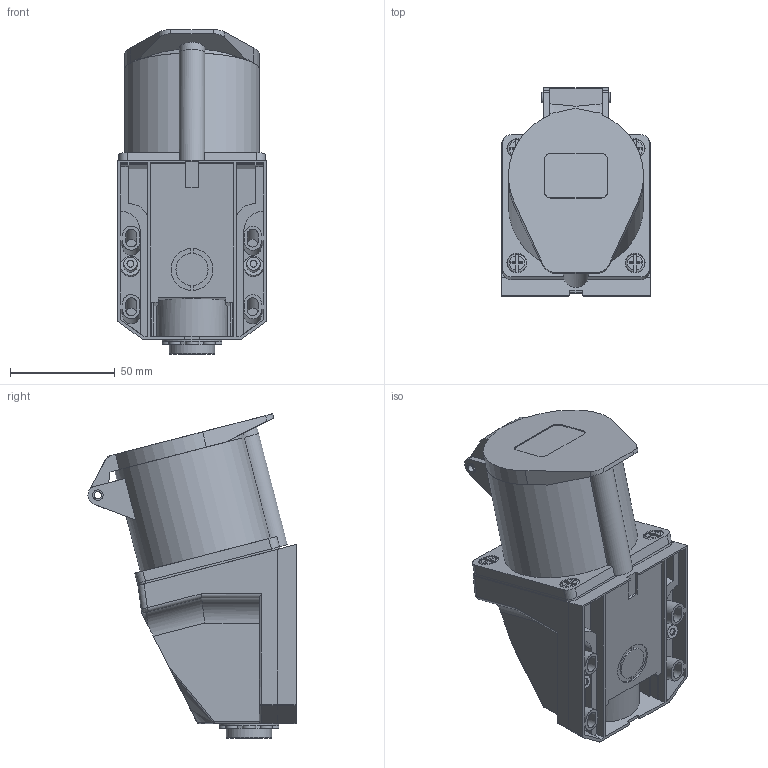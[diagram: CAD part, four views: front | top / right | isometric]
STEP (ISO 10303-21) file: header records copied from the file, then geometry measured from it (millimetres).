
FILE_DESCRIPTION (( 'STEP AP203' ), '1' );
FILE_NAME ('ps-124-32-380.ÃÌ Ðîçåòêà ñòàöèîíàðíàÿ íàðóæíàÿ 124 3Ð+ÐÅ 32À 380Â IP44 EKF.STEP', '2025-10-01T08:12:14', ( '' ), ( '' ), 'SwSTEP 2.0', 'SolidWorks 2021', '' );
FILE_SCHEMA (( 'CONFIG_CONTROL_DESIGN' ));
Length unit declared in the file: millimetre
Products named in the file (4): ps-124-32-380.ÃÌ Ðîçåòêà ñòàöèîíàðíàÿ íàðóæíàÿ 124 3Ð+ÐÅ 32À 380Â IP44 EKF; Êîðïóñ-ðîçåòêè ñ èñïðàâëåíèÿìè_00; Êîïèÿ Ñêðóãëåíèå7^ps-124-32-380.ÃÌ Ðîçåòêà ñòàöèîíàðíàÿ íàðóæíàÿ 124 3Ð+ÐÅ 32À 380Â IP44 EKF_00; Êîïèÿ Áîáûøêà-Âûòÿíóòü15^ps-124-32-380.ÃÌ Ðîçåòêà ñòàöèîíàðíàÿ íàðóæíàÿ 124 3Ð+ÐÅ 32À 380Â IP44 EKF_00
Assembly tree (3 placements, depth 2):
  ps-124-32-380.ÃÌ Ðîçåòêà ñòàöèîíàðíàÿ íàðóæíàÿ 124 3Ð+ÐÅ 32À 380Â IP44 EKF
    Êîïèÿ Áîáûøêà-Âûòÿíóòü15^ps-124-32-380.ÃÌ Ðîçåòêà ñòàöèîíàðíàÿ íàðóæíàÿ 124 3Ð+ÐÅ 32À 380Â IP44 EKF_00
    Êîïèÿ Ñêðóãëåíèå7^ps-124-32-380.ÃÌ Ðîçåòêà ñòàöèîíàðíàÿ íàðóæíàÿ 124 3Ð+ÐÅ 32À 380Â IP44 EKF_00
    Êîðïóñ-ðîçåòêè ñ èñïðàâëåíèÿìè_00
Bounding box: 71 x 99.41 x 154.93 mm (x, y, z)
Volume: 435239.8 mm3; surface area: 90573.2 mm2
Topology: 3 solids, 3 shells, 434 faces, 1130 edges, 743 vertices
Faces by surface type: plane 262, cylinder 131, bspline 19, torus 13, sphere 8, cone 1
Full cylindrical faces by diameter (mm): 3.35 x2, 3.5 x1, 4 x6, 4.75 x1, 5 x2, 6.5 x2, 6.55 x2, 6.75 x3, 7 x3, 9 x1, 9.3 x8, 9.5 x8, 13.5 x3, 21.75 x1, 28.6 x1, 46 x1
Entity records: 14493 total; most frequent: CARTESIAN_POINT 3798, ORIENTED_EDGE 2114, DIRECTION 2073, EDGE_CURVE 1057, VERTEX_POINT 725, AXIS2_PLACEMENT_3D 706, VECTOR 661, LINE 661
